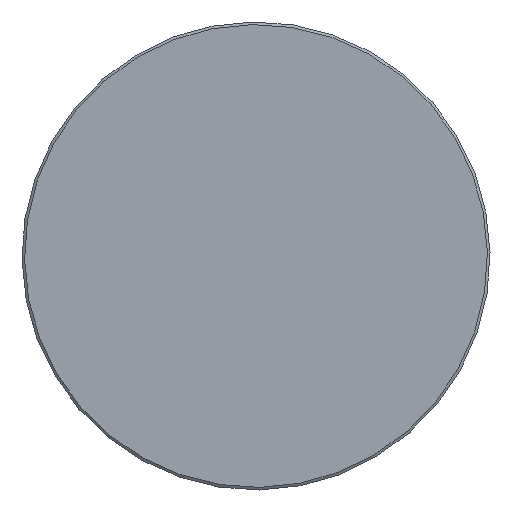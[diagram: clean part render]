
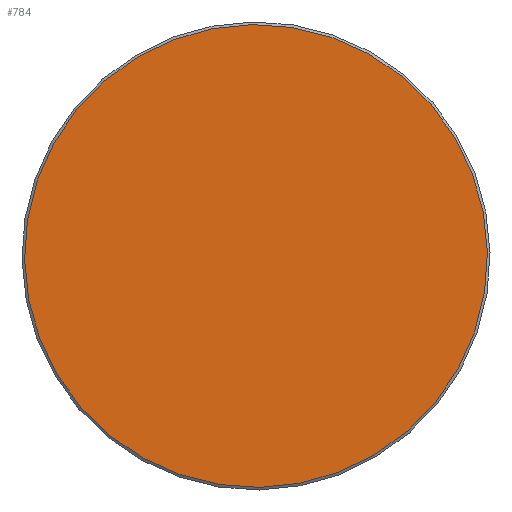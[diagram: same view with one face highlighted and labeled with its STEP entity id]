
A CAD part, front view. The second image highlights one B-rep face of the part: STEP entity #784.
In plain terms, the highlighted planar face has unit normal (0, -1, 0).
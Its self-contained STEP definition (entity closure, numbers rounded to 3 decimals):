
#38=PLANE('',#909);
#122=FACE_OUTER_BOUND('',#172,.T.);
#172=EDGE_LOOP('',(#674,#675));
#276=CIRCLE('',#910,45.);
#277=CIRCLE('',#911,45.);
#353=VERTEX_POINT('',#1428);
#354=VERTEX_POINT('',#1429);
#462=EDGE_CURVE('',#353,#354,#276,.T.);
#463=EDGE_CURVE('',#354,#353,#277,.T.);
#674=ORIENTED_EDGE('',*,*,#462,.F.);
#675=ORIENTED_EDGE('',*,*,#463,.F.);
#784=ADVANCED_FACE('',(#122),#38,.T.);
#909=AXIS2_PLACEMENT_3D('',#1427,#1142,#1143);
#910=AXIS2_PLACEMENT_3D('',#1430,#1144,#1145);
#911=AXIS2_PLACEMENT_3D('',#1431,#1146,#1147);
#1142=DIRECTION('center_axis',(0.,-1.,0.));
#1143=DIRECTION('ref_axis',(0.775,0.,-0.632));
#1144=DIRECTION('center_axis',(0.,1.,0.));
#1145=DIRECTION('ref_axis',(0.632,0.,0.775));
#1146=DIRECTION('center_axis',(0.,1.,0.));
#1147=DIRECTION('ref_axis',(0.632,0.,0.775));
#1427=CARTESIAN_POINT('Origin',(-28.42,0.,
-34.89));
#1428=CARTESIAN_POINT('',(-28.42,0.,-34.89));
#1429=CARTESIAN_POINT('',(34.89,0.,-28.42));
#1430=CARTESIAN_POINT('Origin',(0.,0.,
0.));
#1431=CARTESIAN_POINT('Origin',(0.,0.,
0.));
